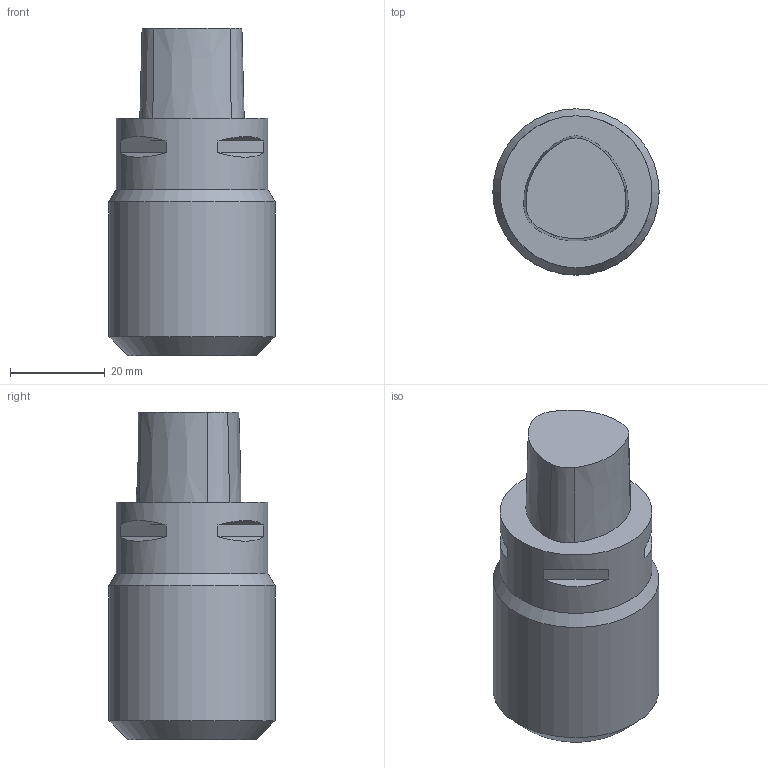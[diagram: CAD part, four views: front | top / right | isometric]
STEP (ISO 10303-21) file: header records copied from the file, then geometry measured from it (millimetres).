
FILE_DESCRIPTION(/* description */ (''),/* implementation_level */ '2;1');
FILE_NAME(/* name */ 'C3-391.20-10050.stp',/* time_stamp */ '2017-09-14T10:19:34+06:00',/* author */ (''),/* organization */ (''),/* preprocessor_version */ 'ST-DEVELOPER v16',/* originating_system */ 'SIEMENS PLM Software NX 11.0',/* authorisation */ '');
FILE_SCHEMA (('AUTOMOTIVE_DESIGN { 1 0 10303 214 3 1 1 1 }'));
Length unit declared in the file: millimetre
Products named in the file (1): inpu4568wy8u
Bounding box: 35 x 35 x 69 mm (x, y, z)
Volume: 48259.2 mm3; surface area: 10200.4 mm2
Topology: 2 solids, 2 shells, 29 faces, 56 edges, 37 vertices
Faces by surface type: plane 18, cone 8, cylinder 3
Full cylindrical faces by diameter (mm): 10 x1, 32 x1, 35 x1
Entity records: 781 total; most frequent: DIRECTION 146, CARTESIAN_POINT 120, ORIENTED_EDGE 100, AXIS2_PLACEMENT_3D 62, EDGE_CURVE 50, EDGE_LOOP 40, VERTEX_POINT 36, ADVANCED_FACE 29
